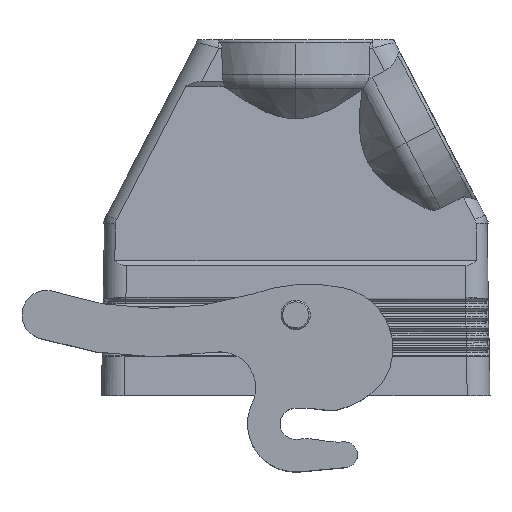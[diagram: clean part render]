
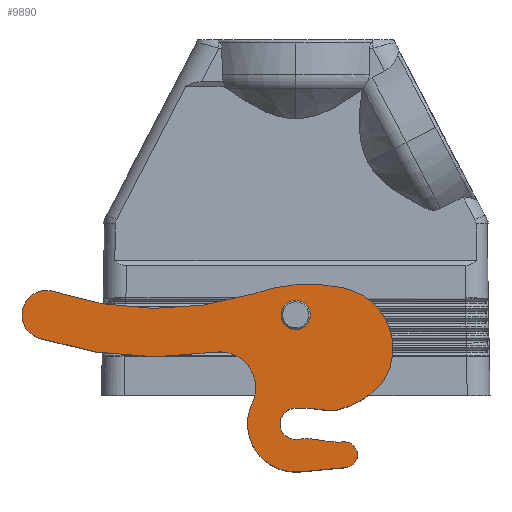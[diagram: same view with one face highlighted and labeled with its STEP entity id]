
A CAD part, top view. The second image highlights one B-rep face of the part: STEP entity #9890.
In plain terms, the highlighted planar face has unit normal (0, 0, 1).
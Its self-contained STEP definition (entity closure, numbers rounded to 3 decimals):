
#5070=CARTESIAN_POINT('',(157.724,73.972,49.7));
#5080=VERTEX_POINT('',#5070);
#5110=CARTESIAN_POINT('',(152.213,74.746,49.7));
#5120=DIRECTION('',(0.99,-0.139,0.));
#5130=VECTOR('',#5120,1.);
#5140=LINE('',#5110,#5130);
#5150=CARTESIAN_POINT('',(152.213,74.746,49.7));
#5160=VERTEX_POINT('',#5150);
#5170=EDGE_CURVE('',#5160,#5080,#5140,.T.);
#5470=CARTESIAN_POINT('',(147.865,74.623,49.7));
#5480=VERTEX_POINT('',#5470);
#5510=CARTESIAN_POINT('',(147.447,79.405,49.7));
#5520=DIRECTION('',(0.,0.,1.));
#5530=DIRECTION('',(1.,0.,0.));
#5540=AXIS2_PLACEMENT_3D('',#5510,#5520,#5530);
#5550=CIRCLE('',#5540,4.8);
#5560=CARTESIAN_POINT('',(142.647,79.405,49.7));
#5570=VERTEX_POINT('',#5560);
#5580=EDGE_CURVE('',#5570,#5480,#5550,.T.);
#5890=CARTESIAN_POINT('',(177.247,102.505,49.7));
#5900=VERTEX_POINT('',#5890);
#5930=CARTESIAN_POINT('',(158.247,102.505,49.7));
#5940=DIRECTION('',(0.,0.,1.));
#5950=DIRECTION('',(1.,0.,0.));
#5960=AXIS2_PLACEMENT_3D('',#5930,#5940,#5950);
#5970=CIRCLE('',#5960,19.);
#5980=CARTESIAN_POINT('',(161.735,121.182,49.7));
#5990=VERTEX_POINT('',#5980);
#6000=EDGE_CURVE('',#5900,#5990,#5970,.T.);
#6260=CARTESIAN_POINT('',(150.822,64.844,49.7));
#6270=DIRECTION('',(0.,0.,1.));
#6280=DIRECTION('',(1.,0.,0.));
#6290=AXIS2_PLACEMENT_3D('',#6260,#6270,#6280);
#6300=CIRCLE('',#6290,10.);
#6310=CARTESIAN_POINT('',(149.95,74.806,49.7));
#6320=VERTEX_POINT('',#6310);
#6330=EDGE_CURVE('',#5160,#6320,#6300,.T.);
#8220=CARTESIAN_POINT('',(144.947,112.805,49.7));
#8230=VERTEX_POINT('',#8220);
#8310=CARTESIAN_POINT('',(149.947,112.805,49.7));
#8320=VERTEX_POINT('',#8310);
#8350=CARTESIAN_POINT('',(147.447,112.805,49.7));
#8360=DIRECTION('',(0.,0.,1.));
#8370=DIRECTION('',(1.,0.,0.));
#8380=AXIS2_PLACEMENT_3D('',#8350,#8360,#8370);
#8390=CIRCLE('',#8380,2.5);
#8400=EDGE_CURVE('',#8230,#8320,#8390,.T.);
#8450=CARTESIAN_POINT('',(0.,0.,49.7));
#8460=DIRECTION('',(0.,0.,1.));
#8470=DIRECTION('',(1.,0.,0.));
#8480=AXIS2_PLACEMENT_3D('',#8450,#8460,#8470);
#8490=PLANE('',#8480);
#8500=ORIENTED_EDGE('',*,*,#5170,.F.);
#8510=CARTESIAN_POINT('',(160.507,93.777,49.7));
#8520=DIRECTION('',(0.,0.,1.));
#8530=DIRECTION('',(1.,0.,0.));
#8540=AXIS2_PLACEMENT_3D('',#8510,#8520,#8530);
#8550=CIRCLE('',#8540,20.);
#8560=CARTESIAN_POINT('',(162.127,73.843,49.7));
#8570=VERTEX_POINT('',#8560);
#8580=EDGE_CURVE('',#5080,#8570,#8550,.T.);
#8590=ORIENTED_EDGE('',*,*,#8580,.F.);
#8600=CARTESIAN_POINT('',(162.447,69.905,49.7));
#8610=DIRECTION('',(0.,0.,1.));
#8620=DIRECTION('',(1.,0.,0.));
#8630=AXIS2_PLACEMENT_3D('',#8600,#8610,#8620);
#8640=CIRCLE('',#8630,3.951);
#8650=CARTESIAN_POINT('',(166.398,69.905,49.7));
#8660=VERTEX_POINT('',#8650);
#8670=EDGE_CURVE('',#8660,#8570,#8640,.T.);
#8680=ORIENTED_EDGE('',*,*,#8670,.T.);
#8690=CARTESIAN_POINT('',(162.813,65.971,49.7));
#8700=VERTEX_POINT('',#8690);
#8710=EDGE_CURVE('',#8700,#8660,#8640,.T.);
#8720=ORIENTED_EDGE('',*,*,#8710,.T.);
#8730=CARTESIAN_POINT('',(148.818,64.669,49.7));
#8740=DIRECTION('',(0.996,0.093,0.));
#8750=VECTOR('',#8740,1.);
#8760=LINE('',#8730,#8750);
#8770=CARTESIAN_POINT('',(148.818,64.669,49.7));
#8780=VERTEX_POINT('',#8770);
#8790=EDGE_CURVE('',#8780,#8700,#8760,.T.);
#8800=ORIENTED_EDGE('',*,*,#8790,.T.);
#8810=CARTESIAN_POINT('',(147.447,79.405,49.7));
#8820=DIRECTION('',(0.,0.,1.));
#8830=DIRECTION('',(1.,0.,0.));
#8840=AXIS2_PLACEMENT_3D('',#8810,#8820,#8830);
#8850=CIRCLE('',#8840,14.8);
#8860=CARTESIAN_POINT('',(132.647,79.405,49.7));
#8870=VERTEX_POINT('',#8860);
#8880=EDGE_CURVE('',#8870,#8780,#8850,.T.);
#8890=ORIENTED_EDGE('',*,*,#8880,.T.);
#8900=CARTESIAN_POINT('',(134.08,85.76,49.7));
#8910=VERTEX_POINT('',#8900);
#8920=EDGE_CURVE('',#8910,#8870,#8850,.T.);
#8930=ORIENTED_EDGE('',*,*,#8920,.T.);
#8940=CARTESIAN_POINT('',(124.146,90.483,49.7));
#8950=DIRECTION('',(0.,0.,1.));
#8960=DIRECTION('',(1.,0.,0.));
#8970=AXIS2_PLACEMENT_3D('',#8940,#8950,#8960);
#8980=CIRCLE('',#8970,11.);
#8990=CARTESIAN_POINT('',(135.146,90.483,49.7));
#9000=VERTEX_POINT('',#8990);
#9010=EDGE_CURVE('',#8910,#9000,#8980,.T.);
#9020=ORIENTED_EDGE('',*,*,#9010,.F.);
#9030=CARTESIAN_POINT('',(122.429,101.348,49.7));
#9040=VERTEX_POINT('',#9030);
#9050=EDGE_CURVE('',#9000,#9040,#8980,.T.);
#9060=ORIENTED_EDGE('',*,*,#9050,.F.);
#9070=CARTESIAN_POINT('',(104.485,214.939,49.7));
#9080=DIRECTION('',(0.,0.,1.));
#9090=DIRECTION('',(1.,0.,0.));
#9100=AXIS2_PLACEMENT_3D('',#9070,#9080,#9090);
#9110=CIRCLE('',#9100,115.);
#9120=CARTESIAN_POINT('',(68.607,105.679,49.7));
#9130=VERTEX_POINT('',#9120);
#9140=EDGE_CURVE('',#9130,#9040,#9110,.T.);
#9150=ORIENTED_EDGE('',*,*,#9140,.T.);
#9160=CARTESIAN_POINT('',(70.947,112.805,49.7));
#9170=DIRECTION('',(0.,0.,1.));
#9180=DIRECTION('',(1.,0.,0.));
#9190=AXIS2_PLACEMENT_3D('',#9160,#9170,#9180);
#9200=CIRCLE('',#9190,7.5);
#9210=CARTESIAN_POINT('',(63.447,112.805,49.7));
#9220=VERTEX_POINT('',#9210);
#9230=EDGE_CURVE('',#9220,#9130,#9200,.T.);
#9240=ORIENTED_EDGE('',*,*,#9230,.T.);
#9250=CARTESIAN_POINT('',(73.316,119.921,49.7));
#9260=VERTEX_POINT('',#9250);
#9270=EDGE_CURVE('',#9260,#9220,#9200,.T.);
#9280=ORIENTED_EDGE('',*,*,#9270,.T.);
#9290=CARTESIAN_POINT('',(104.904,214.801,49.7));
#9300=DIRECTION('',(0.,0.,1.));
#9310=DIRECTION('',(1.,0.,0.));
#9320=AXIS2_PLACEMENT_3D('',#9290,#9300,#9310);
#9330=CIRCLE('',#9320,100.);
#9340=CARTESIAN_POINT('',(134.252,119.205,49.7));
#9350=VERTEX_POINT('',#9340);
#9360=EDGE_CURVE('',#9260,#9350,#9330,.T.);
#9370=ORIENTED_EDGE('',*,*,#9360,.F.);
#9380=CARTESIAN_POINT('',(151.447,72.205,49.7));
#9390=DIRECTION('',(0.,0.,1.));
#9400=DIRECTION('',(1.,0.,0.));
#9410=AXIS2_PLACEMENT_3D('',#9380,#9390,#9400);
#9420=CIRCLE('',#9410,50.046);
#9430=EDGE_CURVE('',#5990,#9350,#9420,.T.);
#9440=ORIENTED_EDGE('',*,*,#9430,.T.);
#9450=ORIENTED_EDGE('',*,*,#6000,.T.);
#9460=CARTESIAN_POINT('',(173.841,91.651,49.7));
#9470=VERTEX_POINT('',#9460);
#9480=EDGE_CURVE('',#9470,#5900,#5970,.T.);
#9490=ORIENTED_EDGE('',*,*,#9480,.T.);
#9500=CARTESIAN_POINT('',(153.947,109.905,49.7));
#9510=DIRECTION('',(0.,0.,1.));
#9520=DIRECTION('',(1.,0.,0.));
#9530=AXIS2_PLACEMENT_3D('',#9500,#9510,#9520);
#9540=CIRCLE('',#9530,27.);
#9550=CARTESIAN_POINT('',(159.955,83.582,49.7));
#9560=VERTEX_POINT('',#9550);
#9570=EDGE_CURVE('',#9560,#9470,#9540,.T.);
#9580=ORIENTED_EDGE('',*,*,#9570,.T.);
#9590=CARTESIAN_POINT('',(155.261,83.741,49.7));
#9600=VERTEX_POINT('',#9590);
#9610=EDGE_CURVE('',#9600,#9560,#5970,.T.);
#9620=ORIENTED_EDGE('',*,*,#9610,.T.);
#9630=CARTESIAN_POINT('',(148.974,44.238,49.7));
#9640=DIRECTION('',(0.,0.,1.));
#9650=DIRECTION('',(1.,0.,0.));
#9660=AXIS2_PLACEMENT_3D('',#9630,#9640,#9650);
#9670=CIRCLE('',#9660,40.);
#9680=CARTESIAN_POINT('',(147.238,84.2,49.7));
#9690=VERTEX_POINT('',#9680);
#9700=EDGE_CURVE('',#9600,#9690,#9670,.T.);
#9710=ORIENTED_EDGE('',*,*,#9700,.F.);
#9720=EDGE_CURVE('',#9690,#5570,#5550,.T.);
#9730=ORIENTED_EDGE('',*,*,#9720,.F.);
#9740=ORIENTED_EDGE('',*,*,#5580,.F.);
#9750=CARTESIAN_POINT('',(147.865,74.623,49.7));
#9760=DIRECTION('',(0.996,0.087,0.));
#9770=VECTOR('',#9760,1.);
#9780=LINE('',#9750,#9770);
#9790=EDGE_CURVE('',#5480,#6320,#9780,.T.);
#9800=ORIENTED_EDGE('',*,*,#9790,.F.);
#9810=ORIENTED_EDGE('',*,*,#6330,.T.);
#9820=EDGE_LOOP('',(#9810,#9800,#9740,#9730,#9710,#9620,#9580,#9490,
#9450,#9440,#9370,#9280,#9240,#9150,#9060,#9020,#8930,#8890,#8800,#8720,
#8680,#8590,#8500));
#9830=FACE_OUTER_BOUND('',#9820,.T.);
#9840=EDGE_CURVE('',#8320,#8230,#8390,.T.);
#9850=ORIENTED_EDGE('',*,*,#9840,.F.);
#9860=ORIENTED_EDGE('',*,*,#8400,.F.);
#9870=EDGE_LOOP('',(#9860,#9850));
#9880=FACE_BOUND('',#9870,.T.);
#9890=ADVANCED_FACE('',(#9830,#9880),#8490,.T.);
